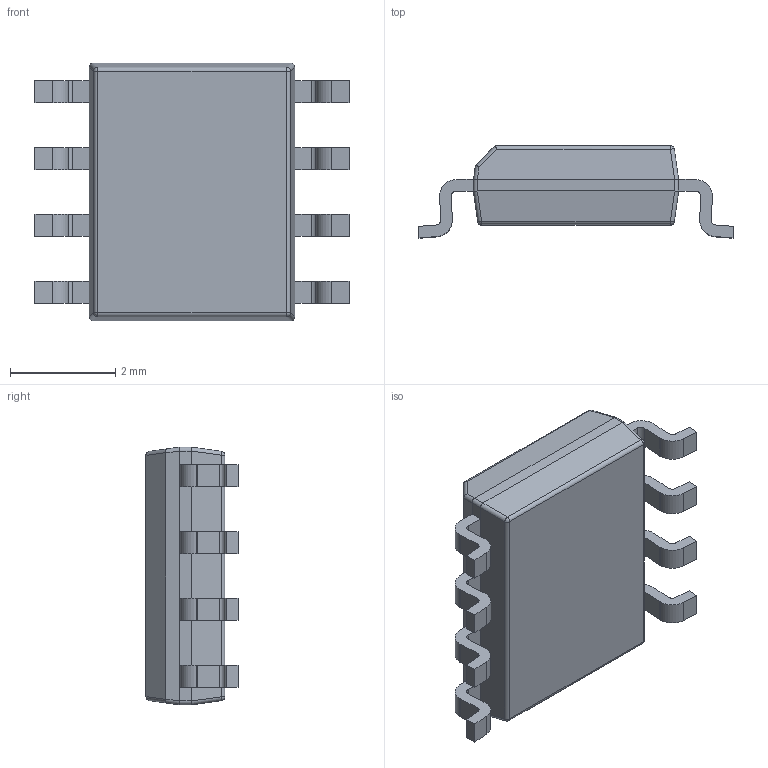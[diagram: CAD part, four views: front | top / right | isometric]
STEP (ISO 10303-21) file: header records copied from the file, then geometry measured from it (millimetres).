
FILE_DESCRIPTION (( 'STEP AP214' ), '1' );
FILE_NAME ('LM555CM.STEP', '2021-06-30T18:50:02', ( '' ), ( '' ), 'SwSTEP 2.0', 'SolidWorks 2017', '' );
FILE_SCHEMA (( 'AUTOMOTIVE_DESIGN' ));
Length unit declared in the file: millimetre
Products named in the file (1): LM555CM
Bounding box: 6 x 1.75 x 4.9 mm (x, y, z)
Volume: 28.6 mm3; surface area: 79.6 mm2
Topology: 10 solids, 10 shells, 177 faces, 456 edges, 294 vertices
Faces by surface type: plane 98, cylinder 73, sphere 6
Entity records: 5437 total; most frequent: CARTESIAN_POINT 1018, ORIENTED_EDGE 900, DIRECTION 896, EDGE_CURVE 450, AXIS2_PLACEMENT_3D 300, LINE 296, VECTOR 296, VERTEX_POINT 294
